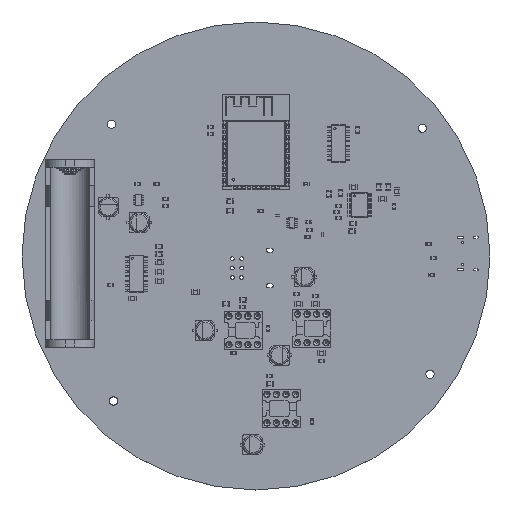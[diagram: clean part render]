
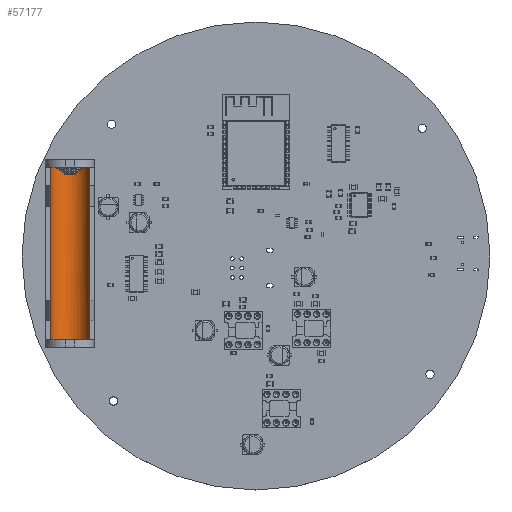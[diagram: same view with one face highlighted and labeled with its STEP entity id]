
A CAD part, top view. The second image highlights one B-rep face of the part: STEP entity #57177.
In plain terms, the highlighted cylindrical face has radius 5.25 mm (diameter 10.5 mm), a partial arc.
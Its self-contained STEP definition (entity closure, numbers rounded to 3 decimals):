
#56568 = VERTEX_POINT('',#56569);
#56569 = CARTESIAN_POINT('',(-0.645,-5.241,5.85));
#56623 = VERTEX_POINT('',#56624);
#56624 = CARTESIAN_POINT('',(45.345,-5.241,5.85));
#56630 = EDGE_CURVE('',#56623,#56568,#56631,.T.);
#56631 = LINE('',#56632,#56633);
#56632 = CARTESIAN_POINT('',(-0.645,-5.241,5.85));
#56633 = VECTOR('',#56634,1.);
#56634 = DIRECTION('',(-1.,-0.,-0.));
#56926 = EDGE_CURVE('',#56568,#56927,#56929,.T.);
#56927 = VERTEX_POINT('',#56928);
#56928 = CARTESIAN_POINT('',(-0.645,-2.625,1.003));
#56929 = CIRCLE('',#56930,5.25);
#56930 = AXIS2_PLACEMENT_3D('',#56931,#56932,#56933);
#56931 = CARTESIAN_POINT('',(-0.645,0.,5.55));
#56932 = DIRECTION('',(1.,0.,0.));
#56933 = DIRECTION('',(-0.,1.,0.));
#56952 = VERTEX_POINT('',#56953);
#56953 = CARTESIAN_POINT('',(-0.645,2.625,1.003));
#56959 = EDGE_CURVE('',#56952,#56960,#56962,.T.);
#56960 = VERTEX_POINT('',#56961);
#56961 = CARTESIAN_POINT('',(-0.645,5.25,5.55));
#56962 = CIRCLE('',#56963,5.25);
#56963 = AXIS2_PLACEMENT_3D('',#56964,#56965,#56966);
#56964 = CARTESIAN_POINT('',(-0.645,0.,5.55));
#56965 = DIRECTION('',(1.,0.,0.));
#56966 = DIRECTION('',(-0.,1.,0.));
#56968 = EDGE_CURVE('',#56960,#56969,#56971,.T.);
#56969 = VERTEX_POINT('',#56970);
#56970 = CARTESIAN_POINT('',(-0.645,5.241,5.85));
#56971 = CIRCLE('',#56972,5.25);
#56972 = AXIS2_PLACEMENT_3D('',#56973,#56974,#56975);
#56973 = CARTESIAN_POINT('',(-0.645,0.,5.55));
#56974 = DIRECTION('',(1.,0.,0.));
#56975 = DIRECTION('',(-0.,1.,0.));
#57139 = VERTEX_POINT('',#57140);
#57140 = CARTESIAN_POINT('',(45.345,5.241,5.85));
#57146 = EDGE_CURVE('',#57147,#57139,#57149,.T.);
#57147 = VERTEX_POINT('',#57148);
#57148 = CARTESIAN_POINT('',(45.345,5.25,5.55));
#57149 = CIRCLE('',#57150,5.25);
#57150 = AXIS2_PLACEMENT_3D('',#57151,#57152,#57153);
#57151 = CARTESIAN_POINT('',(45.345,0.,5.55));
#57152 = DIRECTION('',(1.,0.,0.));
#57153 = DIRECTION('',(-0.,1.,0.));
#57155 = EDGE_CURVE('',#56623,#57147,#57156,.T.);
#57156 = CIRCLE('',#57157,5.25);
#57157 = AXIS2_PLACEMENT_3D('',#57158,#57159,#57160);
#57158 = CARTESIAN_POINT('',(45.345,0.,5.55));
#57159 = DIRECTION('',(1.,0.,0.));
#57160 = DIRECTION('',(-0.,1.,0.));
#57177 = ADVANCED_FACE('',(#57178),#57215,.F.);
#57178 = FACE_BOUND('',#57179,.F.);
#57179 = EDGE_LOOP('',(#57180,#57181,#57182,#57190,#57199,#57205,#57206,
    #57207,#57213,#57214));
#57180 = ORIENTED_EDGE('',*,*,#56630,.T.);
#57181 = ORIENTED_EDGE('',*,*,#56926,.T.);
#57182 = ORIENTED_EDGE('',*,*,#57183,.F.);
#57183 = EDGE_CURVE('',#57184,#56927,#57186,.T.);
#57184 = VERTEX_POINT('',#57185);
#57185 = CARTESIAN_POINT('',(-0.595,-2.625,1.003));
#57186 = LINE('',#57187,#57188);
#57187 = CARTESIAN_POINT('',(-0.645,-2.625,1.003));
#57188 = VECTOR('',#57189,1.);
#57189 = DIRECTION('',(-1.,-0.,-0.));
#57190 = ORIENTED_EDGE('',*,*,#57191,.F.);
#57191 = EDGE_CURVE('',#57192,#57184,#57194,.T.);
#57192 = VERTEX_POINT('',#57193);
#57193 = CARTESIAN_POINT('',(-0.595,2.625,1.003));
#57194 = CIRCLE('',#57195,5.25);
#57195 = AXIS2_PLACEMENT_3D('',#57196,#57197,#57198);
#57196 = CARTESIAN_POINT('',(-0.595,0.,5.55));
#57197 = DIRECTION('',(-1.,0.,0.));
#57198 = DIRECTION('',(0.,1.,0.));
#57199 = ORIENTED_EDGE('',*,*,#57200,.T.);
#57200 = EDGE_CURVE('',#57192,#56952,#57201,.T.);
#57201 = LINE('',#57202,#57203);
#57202 = CARTESIAN_POINT('',(-0.645,2.625,1.003));
#57203 = VECTOR('',#57204,1.);
#57204 = DIRECTION('',(-1.,-0.,-0.));
#57205 = ORIENTED_EDGE('',*,*,#56959,.T.);
#57206 = ORIENTED_EDGE('',*,*,#56968,.T.);
#57207 = ORIENTED_EDGE('',*,*,#57208,.F.);
#57208 = EDGE_CURVE('',#57139,#56969,#57209,.T.);
#57209 = LINE('',#57210,#57211);
#57210 = CARTESIAN_POINT('',(-0.645,5.241,5.85));
#57211 = VECTOR('',#57212,1.);
#57212 = DIRECTION('',(-1.,-0.,-0.));
#57213 = ORIENTED_EDGE('',*,*,#57146,.F.);
#57214 = ORIENTED_EDGE('',*,*,#57155,.F.);
#57215 = CYLINDRICAL_SURFACE('',#57216,5.25);
#57216 = AXIS2_PLACEMENT_3D('',#57217,#57218,#57219);
#57217 = CARTESIAN_POINT('',(-0.645,0.,5.55));
#57218 = DIRECTION('',(-1.,-0.,-0.));
#57219 = DIRECTION('',(0.,1.,0.));
